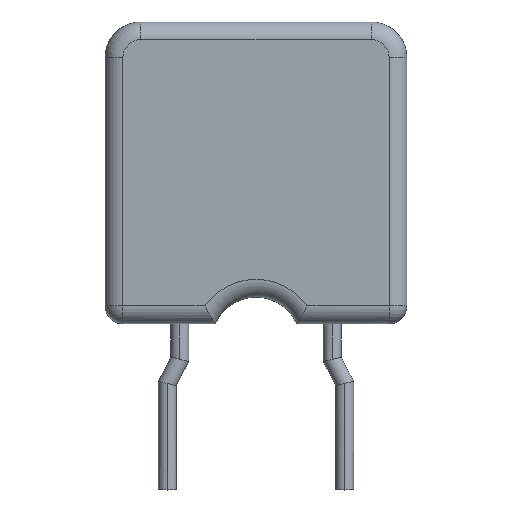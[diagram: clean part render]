
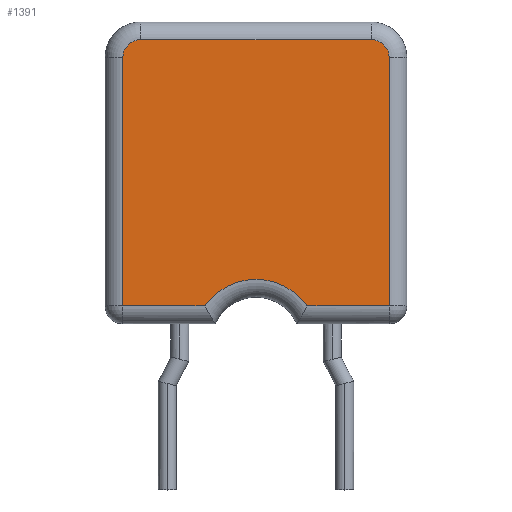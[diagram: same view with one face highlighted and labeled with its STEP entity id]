
A CAD part, top view. The second image highlights one B-rep face of the part: STEP entity #1391.
In plain terms, the highlighted planar face has unit normal (0, 0, 1).
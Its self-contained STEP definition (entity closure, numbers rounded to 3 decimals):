
#2 = DIRECTION ( 'NONE',  ( 0., -1., 0. ) ) ;
#35 = VECTOR ( 'NONE', #1523, 1000. ) ;
#81 = EDGE_CURVE ( 'NONE', #661, #780, #725, .T. ) ;
#82 = CARTESIAN_POINT ( 'NONE',  ( -3.75, 3.25, 3.8 ) ) ;
#90 = CARTESIAN_POINT ( 'NONE',  ( 1.436, -3.75, 3.8 ) ) ;
#108 = CARTESIAN_POINT ( 'NONE',  ( 0., -3.75, 3.8 ) ) ;
#125 = DIRECTION ( 'NONE',  ( -1., 0., 0. ) ) ;
#135 = CARTESIAN_POINT ( 'NONE',  ( 0., -3.75, 3.8 ) ) ;
#187 = ORIENTED_EDGE ( 'NONE', *, *, #580, .T. ) ;
#210 = EDGE_CURVE ( 'NONE', #310, #385, #808, .T. ) ;
#256 = DIRECTION ( 'NONE',  ( 0., 0., -1. ) ) ;
#290 = DIRECTION ( 'NONE',  ( 0., 1., 0. ) ) ;
#310 = VERTEX_POINT ( 'NONE', #1273 ) ;
#314 = AXIS2_PLACEMENT_3D ( 'NONE', #1084, #256, #732 ) ;
#319 = VERTEX_POINT ( 'NONE', #579 ) ;
#344 = ORIENTED_EDGE ( 'NONE', *, *, #536, .T. ) ;
#381 = ORIENTED_EDGE ( 'NONE', *, *, #210, .T. ) ;
#385 = VERTEX_POINT ( 'NONE', #747 ) ;
#389 = LINE ( 'NONE', #618, #1506 ) ;
#396 = VERTEX_POINT ( 'NONE', #493 ) ;
#409 = CARTESIAN_POINT ( 'NONE',  ( 0., -4.75, 3.8 ) ) ;
#425 = VECTOR ( 'NONE', #290, 1000. ) ;
#452 = DIRECTION ( 'NONE',  ( 0., 0., 1. ) ) ;
#473 = CARTESIAN_POINT ( 'NONE',  ( 3.75, -3.75, 3.8 ) ) ;
#493 = CARTESIAN_POINT ( 'NONE',  ( -3.75, -3.75, 3.8 ) ) ;
#494 = AXIS2_PLACEMENT_3D ( 'NONE', #1063, #452, #1056 ) ;
#536 = EDGE_CURVE ( 'NONE', #385, #789, #996, .T. ) ;
#563 = EDGE_CURVE ( 'NONE', #780, #310, #1378, .T. ) ;
#579 = CARTESIAN_POINT ( 'NONE',  ( -1.436, -3.75, 3.8 ) ) ;
#580 = EDGE_CURVE ( 'NONE', #789, #872, #1152, .T. ) ;
#588 = DIRECTION ( 'NONE',  ( 1., 0., 0. ) ) ;
#609 = DIRECTION ( 'NONE',  ( 0., 0., -1. ) ) ;
#618 = CARTESIAN_POINT ( 'NONE',  ( -3.75, 0., 3.8 ) ) ;
#619 = PLANE ( 'NONE',  #314 ) ;
#633 = CARTESIAN_POINT ( 'NONE',  ( 0., 3.75, 3.8 ) ) ;
#653 = ORIENTED_EDGE ( 'NONE', *, *, #81, .T. ) ;
#659 = ORIENTED_EDGE ( 'NONE', *, *, #1267, .T. ) ;
#661 = VERTEX_POINT ( 'NONE', #90 ) ;
#664 = EDGE_LOOP ( 'NONE', ( #659, #1221, #653, #1141, #381, #344, #187, #735 ) ) ;
#689 = EDGE_CURVE ( 'NONE', #872, #396, #389, .T. ) ;
#725 = LINE ( 'NONE', #135, #35 ) ;
#726 = CARTESIAN_POINT ( 'NONE',  ( -3.25, 3.75, 3.8 ) ) ;
#728 = AXIS2_PLACEMENT_3D ( 'NONE', #409, #609, #125 ) ;
#732 = DIRECTION ( 'NONE',  ( -1., 0., 0. ) ) ;
#735 = ORIENTED_EDGE ( 'NONE', *, *, #689, .T. ) ;
#747 = CARTESIAN_POINT ( 'NONE',  ( 3.25, 3.75, 3.8 ) ) ;
#773 = AXIS2_PLACEMENT_3D ( 'NONE', #1479, #971, #873 ) ;
#780 = VERTEX_POINT ( 'NONE', #473 ) ;
#789 = VERTEX_POINT ( 'NONE', #726 ) ;
#808 = CIRCLE ( 'NONE', #773, 0.5 ) ;
#872 = VERTEX_POINT ( 'NONE', #82 ) ;
#873 = DIRECTION ( 'NONE',  ( -1., 0., 0. ) ) ;
#879 = CARTESIAN_POINT ( 'NONE',  ( 3.75, 0., 3.8 ) ) ;
#971 = DIRECTION ( 'NONE',  ( 0., 0., 1. ) ) ;
#996 = LINE ( 'NONE', #633, #1237 ) ;
#1056 = DIRECTION ( 'NONE',  ( -1., 0., 0. ) ) ;
#1063 = CARTESIAN_POINT ( 'NONE',  ( -3.25, 3.25, 3.8 ) ) ;
#1084 = CARTESIAN_POINT ( 'NONE',  ( 0., 0., 3.8 ) ) ;
#1108 = DIRECTION ( 'NONE',  ( -1., 0., 0. ) ) ;
#1141 = ORIENTED_EDGE ( 'NONE', *, *, #563, .T. ) ;
#1152 = CIRCLE ( 'NONE', #494, 0.5 ) ;
#1176 = LINE ( 'NONE', #108, #1503 ) ;
#1221 = ORIENTED_EDGE ( 'NONE', *, *, #1519, .T. ) ;
#1237 = VECTOR ( 'NONE', #1108, 1000. ) ;
#1267 = EDGE_CURVE ( 'NONE', #396, #319, #1176, .T. ) ;
#1273 = CARTESIAN_POINT ( 'NONE',  ( 3.75, 3.25, 3.8 ) ) ;
#1378 = LINE ( 'NONE', #879, #425 ) ;
#1391 = ADVANCED_FACE ( 'NONE', ( #1453 ), #619, .F. ) ;
#1431 = CIRCLE ( 'NONE', #728, 1.75 ) ;
#1453 = FACE_OUTER_BOUND ( 'NONE', #664, .T. ) ;
#1479 = CARTESIAN_POINT ( 'NONE',  ( 3.25, 3.25, 3.8 ) ) ;
#1503 = VECTOR ( 'NONE', #588, 1000. ) ;
#1506 = VECTOR ( 'NONE', #2, 1000. ) ;
#1519 = EDGE_CURVE ( 'NONE', #319, #661, #1431, .T. ) ;
#1523 = DIRECTION ( 'NONE',  ( 1., 0., 0. ) ) ;
